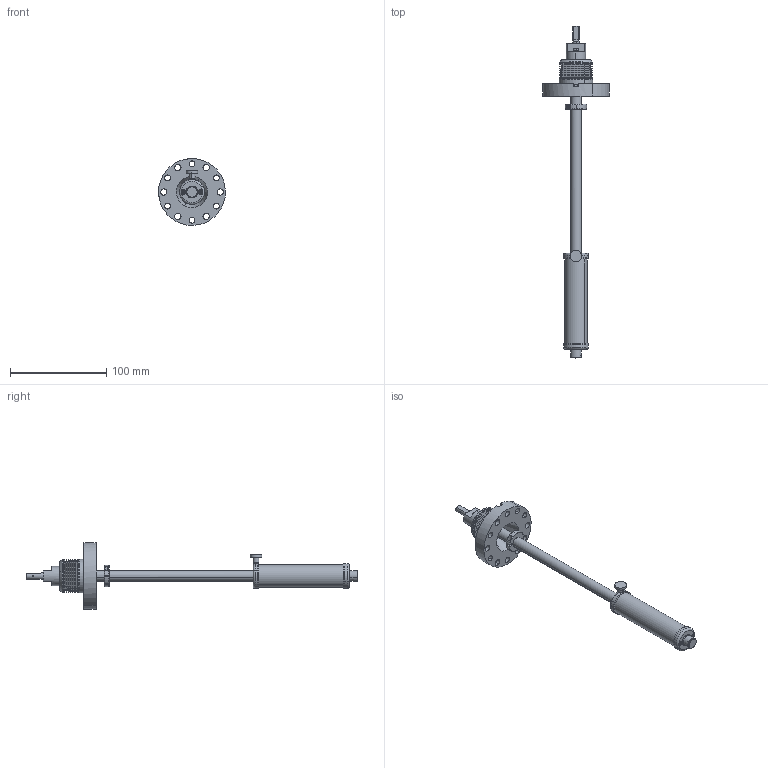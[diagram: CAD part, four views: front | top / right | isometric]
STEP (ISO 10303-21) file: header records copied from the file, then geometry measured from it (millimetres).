
FILE_DESCRIPTION(('CATIA V5 STEP Exchange'),'2;1');
FILE_NAME('WM40HT-0150-0060.stp','2011-10-14T09:25:32+00:00',('none'),('none'),'CATIA Version 5 Release 20 SP 1 (IN-10)','CATIA V5 STEP AP214','none');
FILE_SCHEMA(('AUTOMOTIVE_DESIGN { 1 0 10303 214 1 1 1 1 }'));
Length unit declared in the file: millimetre
Products named in the file (1): WM40HT-0150-0060
Bounding box: 69.48 x 345.6 x 69.49 mm (x, y, z)
Volume: 65956.3 mm3; surface area: 67909.9 mm2
Topology: 2 solids, 5 shells, 477 faces, 1157 edges, 711 vertices
Faces by surface type: plane 172, cylinder 163, cone 128, torus 10, sphere 4
Entity records: 15436 total; most frequent: CARTESIAN_POINT 3136, ORIENTED_EDGE 2294, DIRECTION 1778, EDGE_CURVE 1147, AXIS2_PLACEMENT_3D 856, VERTEX_POINT 711, EDGE_LOOP 554, VECTOR 551
